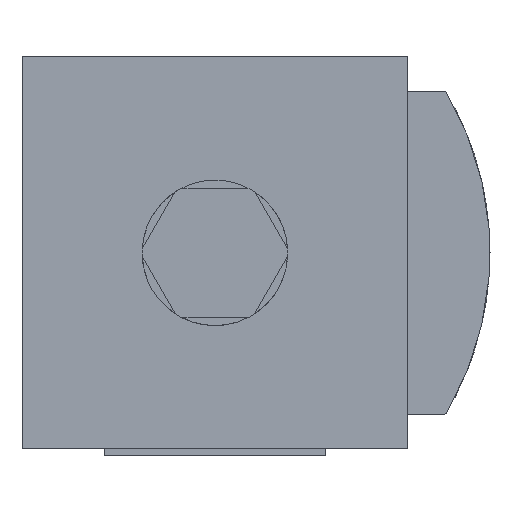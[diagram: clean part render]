
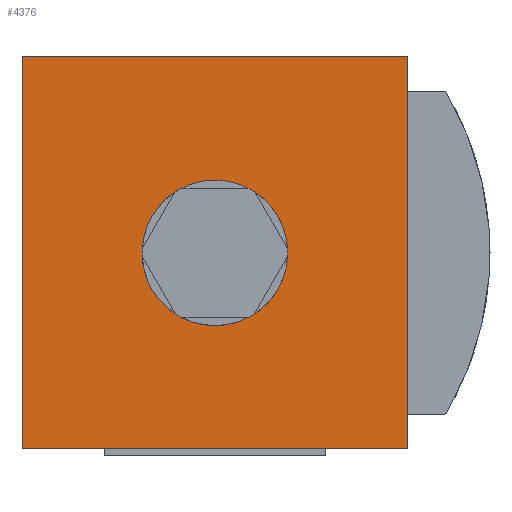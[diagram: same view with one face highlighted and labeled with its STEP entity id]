
A CAD part, front view. The second image highlights one B-rep face of the part: STEP entity #4376.
In plain terms, the highlighted planar face has unit normal (0, -1, 0).
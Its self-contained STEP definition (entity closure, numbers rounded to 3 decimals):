
#104=LINE('',#5803,#481);
#120=LINE('',#5836,#497);
#139=LINE('',#5881,#516);
#145=LINE('',#5894,#522);
#481=VECTOR('',#4891,1000.);
#497=VECTOR('',#4909,1000.);
#516=VECTOR('',#4946,1000.);
#522=VECTOR('',#4956,1000.);
#1119=ORIENTED_EDGE('',*,*,#1952,.F.);
#1120=ORIENTED_EDGE('',*,*,#1840,.F.);
#1121=ORIENTED_EDGE('',*,*,#1817,.F.);
#1122=ORIENTED_EDGE('',*,*,#1846,.F.);
#1123=ORIENTED_EDGE('',*,*,#1801,.F.);
#1801=EDGE_CURVE('',#2247,#2248,#104,.T.);
#1817=EDGE_CURVE('',#2263,#2264,#120,.T.);
#1840=EDGE_CURVE('',#2264,#2247,#139,.T.);
#1846=EDGE_CURVE('',#2248,#2263,#145,.T.);
#1952=EDGE_CURVE('',#2349,#2349,#2529,.F.);
#2247=VERTEX_POINT('',#5802);
#2248=VERTEX_POINT('',#5804);
#2263=VERTEX_POINT('',#5835);
#2264=VERTEX_POINT('',#5837);
#2349=VERTEX_POINT('',#6100);
#2529=CIRCLE('',#4601,23.);
#2632=EDGE_LOOP('',(#1119));
#2633=EDGE_LOOP('',(#1120,#1121,#1122,#1123));
#2825=FACE_BOUND('',#2632,.T.);
#2826=FACE_BOUND('',#2633,.T.);
#2997=PLANE('',#4600);
#4376=ADVANCED_FACE('',(#2825,#2826),#2997,.F.);
#4600=AXIS2_PLACEMENT_3D('',#6098,#5144,#5145);
#4601=AXIS2_PLACEMENT_3D('',#6099,#5146,#5147);
#4891=DIRECTION('',(1.,0.,0.));
#4909=DIRECTION('',(-1.,0.,0.));
#4946=DIRECTION('',(0.,0.,1.));
#4956=DIRECTION('',(0.,0.,-1.));
#5144=DIRECTION('',(0.,1.,0.));
#5145=DIRECTION('',(0.,0.,1.));
#5146=DIRECTION('',(0.,1.,0.));
#5147=DIRECTION('',(0.,0.,1.));
#5802=CARTESIAN_POINT('',(-61.,-80.,62.));
#5803=CARTESIAN_POINT('',(-61.,-80.,62.));
#5804=CARTESIAN_POINT('',(61.,-80.,62.));
#5835=CARTESIAN_POINT('',(61.,-80.,-62.));
#5836=CARTESIAN_POINT('',(61.,-80.,-62.));
#5837=CARTESIAN_POINT('',(-61.,-80.,-62.));
#5881=CARTESIAN_POINT('',(-61.,-80.,-62.));
#5894=CARTESIAN_POINT('',(61.,-80.,62.));
#6098=CARTESIAN_POINT('',(0.,-80.,0.));
#6099=CARTESIAN_POINT('',(0.,-80.,0.));
#6100=CARTESIAN_POINT('',(0.,-80.,23.));
